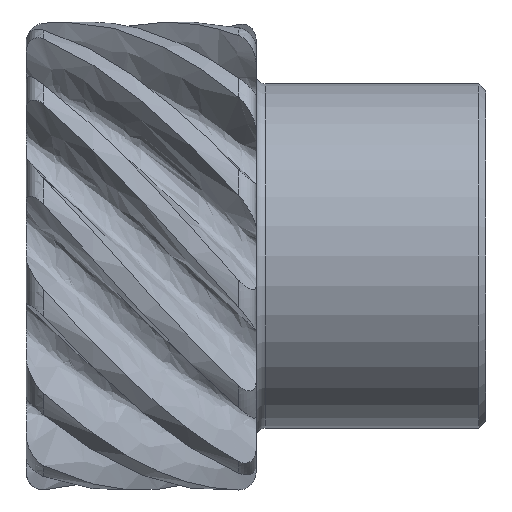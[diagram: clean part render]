
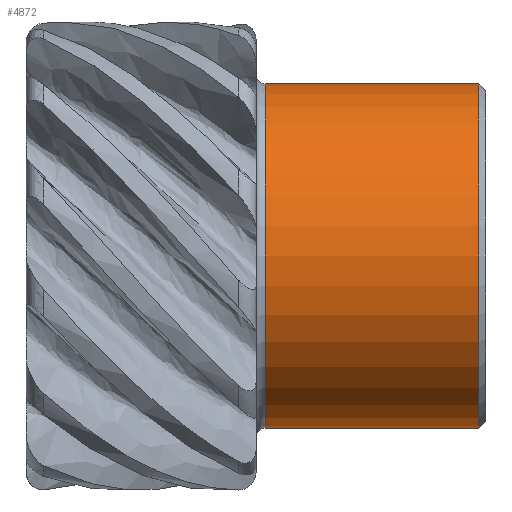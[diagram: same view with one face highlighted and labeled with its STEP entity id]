
A CAD part, front view. The second image highlights one B-rep face of the part: STEP entity #4872.
In plain terms, the highlighted cylindrical face has radius 7.5 mm (diameter 15 mm), a partial arc.
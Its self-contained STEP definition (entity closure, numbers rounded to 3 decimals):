
#94 = ORIENTED_EDGE ( 'NONE', *, *, #3395, .T. ) ;
#144 = EDGE_CURVE ( 'NONE', #1247, #4278, #1558, .T. ) ;
#152 = CARTESIAN_POINT ( 'NONE',  ( 9.7, 0., -7.5 ) ) ;
#370 = CIRCLE ( 'NONE', #3237, 7.5 ) ;
#720 = DIRECTION ( 'NONE',  ( -1., 0., 0. ) ) ;
#922 = ORIENTED_EDGE ( 'NONE', *, *, #144, .F. ) ;
#1100 = VECTOR ( 'NONE', #720, 1000. ) ;
#1247 = VERTEX_POINT ( 'NONE', #152 ) ;
#1290 = CIRCLE ( 'NONE', #4614, 7.5 ) ;
#1558 = LINE ( 'NONE', #2825, #1100 ) ;
#1813 = CARTESIAN_POINT ( 'NONE',  ( 9.7, 0., 0. ) ) ;
#1987 = DIRECTION ( 'NONE',  ( -1., 0., 0. ) ) ;
#2219 = DIRECTION ( 'NONE',  ( 1., 0., 0. ) ) ;
#2316 = DIRECTION ( 'NONE',  ( 0., 0., 1. ) ) ;
#2825 = CARTESIAN_POINT ( 'NONE',  ( 0., 0., -7.5 ) ) ;
#2927 = FACE_OUTER_BOUND ( 'NONE', #4642, .T. ) ;
#3038 = AXIS2_PLACEMENT_3D ( 'NONE', #4862, #1987, #4043 ) ;
#3171 = LINE ( 'NONE', #5205, #3632 ) ;
#3237 = AXIS2_PLACEMENT_3D ( 'NONE', #1813, #4329, #2316 ) ;
#3395 = EDGE_CURVE ( 'NONE', #1247, #4443, #370, .T. ) ;
#3558 = CARTESIAN_POINT ( 'NONE',  ( 0.4, 0., -7.5 ) ) ;
#3584 = ORIENTED_EDGE ( 'NONE', *, *, #5254, .T. ) ;
#3632 = VECTOR ( 'NONE', #4853, 1000. ) ;
#3892 = ORIENTED_EDGE ( 'NONE', *, *, #5295, .T. ) ;
#3950 = VERTEX_POINT ( 'NONE', #4860 ) ;
#4043 = DIRECTION ( 'NONE',  ( 0., 0., 1. ) ) ;
#4269 = DIRECTION ( 'NONE',  ( 0., 0., 1. ) ) ;
#4278 = VERTEX_POINT ( 'NONE', #3558 ) ;
#4319 = CARTESIAN_POINT ( 'NONE',  ( 0.4, 0., 0. ) ) ;
#4329 = DIRECTION ( 'NONE',  ( -1., 0., 0. ) ) ;
#4443 = VERTEX_POINT ( 'NONE', #4968 ) ;
#4614 = AXIS2_PLACEMENT_3D ( 'NONE', #4319, #2219, #4269 ) ;
#4642 = EDGE_LOOP ( 'NONE', ( #922, #94, #3892, #3584 ) ) ;
#4853 = DIRECTION ( 'NONE',  ( -1., 0., 0. ) ) ;
#4860 = CARTESIAN_POINT ( 'NONE',  ( 0.4, 0., 7.5 ) ) ;
#4862 = CARTESIAN_POINT ( 'NONE',  ( 0., 0., 0. ) ) ;
#4872 = ADVANCED_FACE ( 'NONE', ( #2927 ), #5221, .T. ) ;
#4968 = CARTESIAN_POINT ( 'NONE',  ( 9.7, 0., 7.5 ) ) ;
#5205 = CARTESIAN_POINT ( 'NONE',  ( 0., 0., 7.5 ) ) ;
#5221 = CYLINDRICAL_SURFACE ( 'NONE', #3038, 7.5 ) ;
#5254 = EDGE_CURVE ( 'NONE', #3950, #4278, #1290, .T. ) ;
#5295 = EDGE_CURVE ( 'NONE', #4443, #3950, #3171, .T. ) ;
